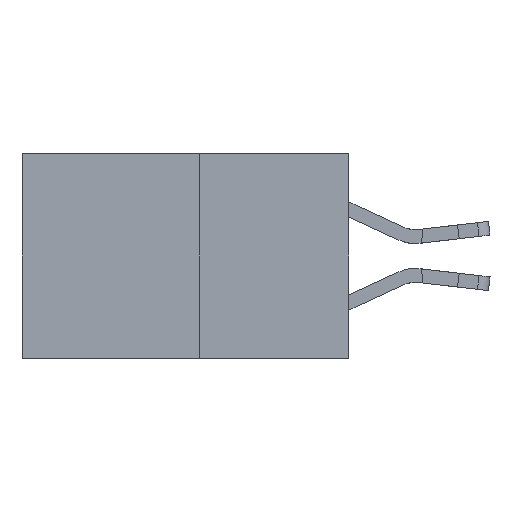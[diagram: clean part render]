
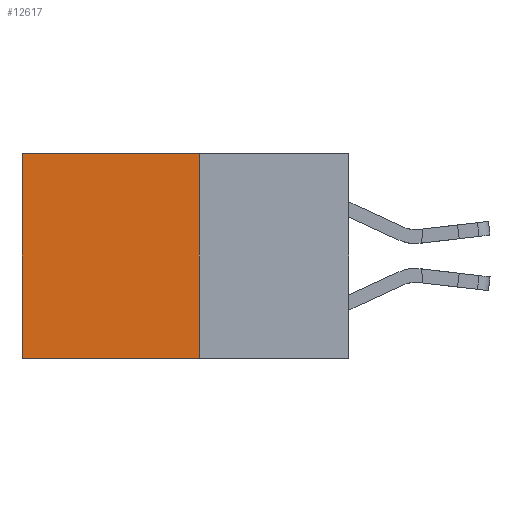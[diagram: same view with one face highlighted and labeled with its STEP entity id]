
A CAD part, left-side view. The second image highlights one B-rep face of the part: STEP entity #12617.
In plain terms, the highlighted planar face has unit normal (-1, 0, 0).
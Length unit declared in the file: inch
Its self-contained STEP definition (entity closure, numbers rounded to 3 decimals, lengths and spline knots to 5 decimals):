
#13 = DIRECTION ( 'NONE',  ( 0., 1., 0. ) ) ;
#1038 = EDGE_LOOP ( 'NONE', ( #1589, #4330, #11397, #9694 ) ) ;
#1448 = CARTESIAN_POINT ( 'NONE',  ( 0.277, 0.27, -0.37 ) ) ;
#1589 = ORIENTED_EDGE ( 'NONE', *, *, #17129, .T. ) ;
#1758 = DIRECTION ( 'NONE',  ( 0., 0., -1. ) ) ;
#3124 = DIRECTION ( 'NONE',  ( 0., 0., -1. ) ) ;
#4330 = ORIENTED_EDGE ( 'NONE', *, *, #18288, .F. ) ;
#4700 = CARTESIAN_POINT ( 'NONE',  ( 0.277, 0.59, -0.37 ) ) ;
#5805 = CARTESIAN_POINT ( 'NONE',  ( 0.277, 0.27, 0. ) ) ;
#6466 = LINE ( 'NONE', #10000, #15204 ) ;
#6887 = VERTEX_POINT ( 'NONE', #5805 ) ;
#8331 = PLANE ( 'NONE',  #17402 ) ;
#9136 = VECTOR ( 'NONE', #3124, 39.37008 ) ;
#9694 = ORIENTED_EDGE ( 'NONE', *, *, #13280, .T. ) ;
#9763 = LINE ( 'NONE', #10788, #17921 ) ;
#9831 = CARTESIAN_POINT ( 'NONE',  ( 0.277, 0.27, -0.37 ) ) ;
#10000 = CARTESIAN_POINT ( 'NONE',  ( 0.277, 0.27, 0. ) ) ;
#10029 = CARTESIAN_POINT ( 'NONE',  ( 0.277, 0.27, -0.37 ) ) ;
#10298 = LINE ( 'NONE', #4700, #17942 ) ;
#10634 = VERTEX_POINT ( 'NONE', #10900 ) ;
#10788 = CARTESIAN_POINT ( 'NONE',  ( 0.277, 0.27, -0.37 ) ) ;
#10864 = DIRECTION ( 'NONE',  ( 0., 1., 0. ) ) ;
#10900 = CARTESIAN_POINT ( 'NONE',  ( 0.277, 0.59, 0. ) ) ;
#11397 = ORIENTED_EDGE ( 'NONE', *, *, #19824, .F. ) ;
#11723 = DIRECTION ( 'NONE',  ( 1., 0., 0. ) ) ;
#12617 = ADVANCED_FACE ( 'NONE', ( #19798 ), #8331, .F. ) ;
#13280 = EDGE_CURVE ( 'NONE', #6887, #10634, #6466, .T. ) ;
#15204 = VECTOR ( 'NONE', #13, 39.37008 ) ;
#16363 = CARTESIAN_POINT ( 'NONE',  ( 0.277, 0.59, -0.37 ) ) ;
#17129 = EDGE_CURVE ( 'NONE', #10634, #17847, #10298, .T. ) ;
#17402 = AXIS2_PLACEMENT_3D ( 'NONE', #10029, #11723, #1758 ) ;
#17836 = LINE ( 'NONE', #1448, #9136 ) ;
#17847 = VERTEX_POINT ( 'NONE', #16363 ) ;
#17921 = VECTOR ( 'NONE', #10864, 39.37008 ) ;
#17942 = VECTOR ( 'NONE', #20946, 39.37008 ) ;
#18288 = EDGE_CURVE ( 'NONE', #18722, #17847, #9763, .T. ) ;
#18722 = VERTEX_POINT ( 'NONE', #9831 ) ;
#19798 = FACE_OUTER_BOUND ( 'NONE', #1038, .T. ) ;
#19824 = EDGE_CURVE ( 'NONE', #6887, #18722, #17836, .T. ) ;
#20946 = DIRECTION ( 'NONE',  ( 0., 0., -1. ) ) ;
